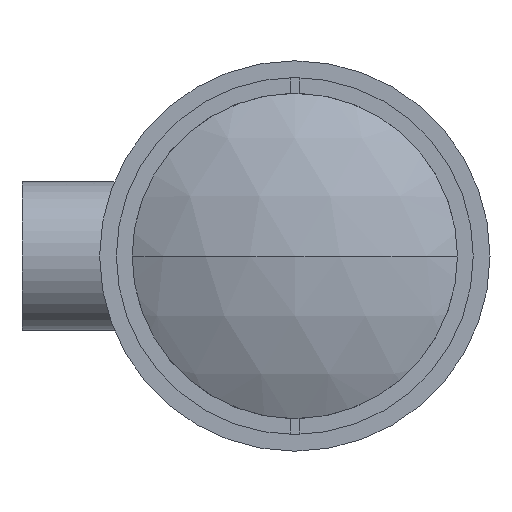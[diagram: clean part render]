
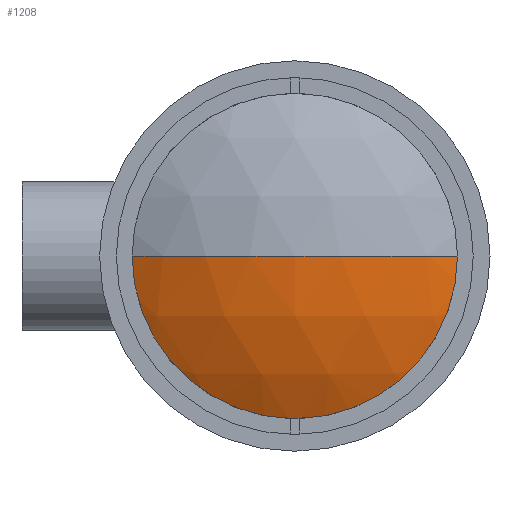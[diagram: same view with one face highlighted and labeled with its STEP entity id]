
A CAD part, left-side view. The second image highlights one B-rep face of the part: STEP entity #1208.
In plain terms, the highlighted spherical face has radius 36.6 mm.
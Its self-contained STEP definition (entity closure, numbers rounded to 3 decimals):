
#63 = FACE_OUTER_BOUND ( 'NONE', #1096, .T. ) ;
#276 = DIRECTION ( 'NONE',  ( 0., 0., -1. ) ) ;
#280 = EDGE_CURVE ( 'NONE', #869, #1806, #430, .T. ) ;
#294 = CARTESIAN_POINT ( 'NONE',  ( 38.037, 0., 0. ) ) ;
#307 = DIRECTION ( 'NONE',  ( 1., 0., 0. ) ) ;
#332 = AXIS2_PLACEMENT_3D ( 'NONE', #294, #2840, #307 ) ;
#356 = CARTESIAN_POINT ( 'NONE',  ( 1.437, 0., 0. ) ) ;
#430 = CIRCLE ( 'NONE', #949, 36.6 ) ;
#489 = EDGE_CURVE ( 'NONE', #584, #869, #2749, .T. ) ;
#584 = VERTEX_POINT ( 'NONE', #1378 ) ;
#678 = SPHERICAL_SURFACE ( 'NONE', #1197, 36.6 ) ;
#760 = CIRCLE ( 'NONE', #332, 36.6 ) ;
#869 = VERTEX_POINT ( 'NONE', #2229 ) ;
#949 = AXIS2_PLACEMENT_3D ( 'NONE', #3079, #1770, #1830 ) ;
#1096 = EDGE_LOOP ( 'NONE', ( #2862, #1391, #3354 ) ) ;
#1108 = DIRECTION ( 'NONE',  ( 0., 1., 0. ) ) ;
#1197 = AXIS2_PLACEMENT_3D ( 'NONE', #1716, #276, #1108 ) ;
#1204 = EDGE_CURVE ( 'NONE', #584, #1806, #760, .T. ) ;
#1208 = ADVANCED_FACE ( 'NONE', ( #63 ), #678, .T. ) ;
#1378 = CARTESIAN_POINT ( 'NONE',  ( 6.457, 18.5, 0. ) ) ;
#1391 = ORIENTED_EDGE ( 'NONE', *, *, #280, .T. ) ;
#1716 = CARTESIAN_POINT ( 'NONE',  ( 38.037, 0., 0. ) ) ;
#1739 = DIRECTION ( 'NONE',  ( -1., 0., 0. ) ) ;
#1770 = DIRECTION ( 'NONE',  ( 0., 0., -1. ) ) ;
#1806 = VERTEX_POINT ( 'NONE', #356 ) ;
#1830 = DIRECTION ( 'NONE',  ( 0., 1., 0. ) ) ;
#2229 = CARTESIAN_POINT ( 'NONE',  ( 6.457, -18.5, 0. ) ) ;
#2538 = DIRECTION ( 'NONE',  ( 0., 0., 1. ) ) ;
#2749 = CIRCLE ( 'NONE', #2804, 18.5 ) ;
#2804 = AXIS2_PLACEMENT_3D ( 'NONE', #2814, #1739, #2538 ) ;
#2814 = CARTESIAN_POINT ( 'NONE',  ( 6.457, 0., 0. ) ) ;
#2840 = DIRECTION ( 'NONE',  ( 0., 0., 1. ) ) ;
#2862 = ORIENTED_EDGE ( 'NONE', *, *, #489, .T. ) ;
#3079 = CARTESIAN_POINT ( 'NONE',  ( 38.037, 0., 0. ) ) ;
#3354 = ORIENTED_EDGE ( 'NONE', *, *, #1204, .F. ) ;
